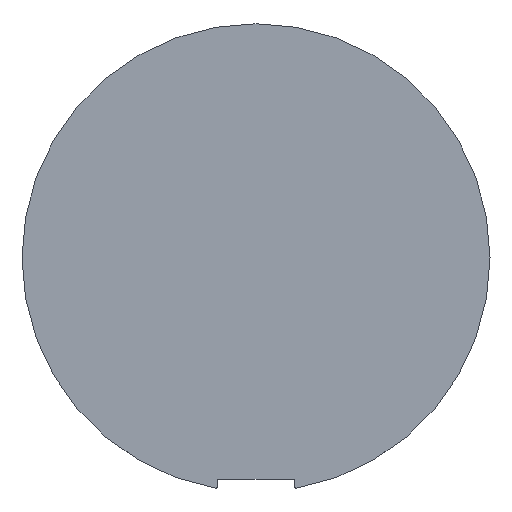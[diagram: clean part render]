
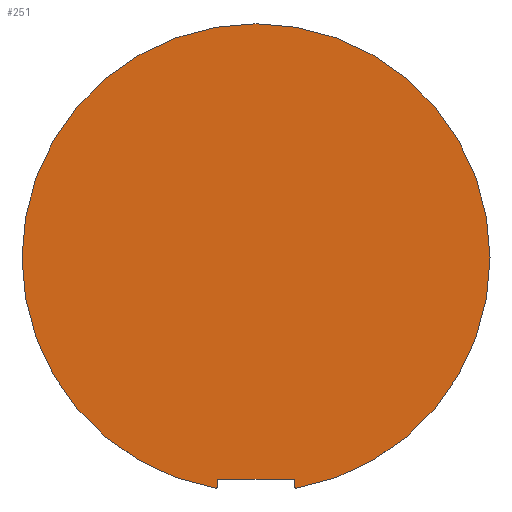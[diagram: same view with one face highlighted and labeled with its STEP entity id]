
A CAD part, top view. The second image highlights one B-rep face of the part: STEP entity #251.
In plain terms, the highlighted planar face has unit normal (0, 0, 1).
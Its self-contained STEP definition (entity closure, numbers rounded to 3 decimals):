
#52 = VERTEX_POINT('',#53);
#53 = CARTESIAN_POINT('',(101.472,0.021,1.619
    ));
#59 = EDGE_CURVE('',#52,#60,#62,.T.);
#60 = VERTEX_POINT('',#61);
#61 = CARTESIAN_POINT('',(102.645,1.006,1.619));
#62 = CIRCLE('',#63,1.001);
#63 = AXIS2_PLACEMENT_3D('',#64,#65,#66);
#64 = CARTESIAN_POINT('',(101.644,1.007,1.619));
#65 = DIRECTION('',(0.,0.,1.));
#66 = DIRECTION('',(-0.171,-0.985,0.));
#92 = EDGE_CURVE('',#60,#93,#95,.T.);
#93 = VERTEX_POINT('',#94);
#94 = CARTESIAN_POINT('',(102.645,4.822,1.619));
#95 = LINE('',#96,#97);
#96 = CARTESIAN_POINT('',(102.645,1.006,1.619));
#97 = VECTOR('',#98,1.);
#98 = DIRECTION('',(0.,1.,0.));
#123 = EDGE_CURVE('',#93,#124,#126,.T.);
#124 = VERTEX_POINT('',#125);
#125 = CARTESIAN_POINT('',(142.645,4.822,1.619));
#126 = LINE('',#127,#128);
#127 = CARTESIAN_POINT('',(102.645,4.822,1.619));
#128 = VECTOR('',#129,1.);
#129 = DIRECTION('',(1.,0.,0.));
#154 = EDGE_CURVE('',#124,#155,#157,.T.);
#155 = VERTEX_POINT('',#156);
#156 = CARTESIAN_POINT('',(142.645,1.006,1.619));
#157 = LINE('',#158,#159);
#158 = CARTESIAN_POINT('',(142.645,4.822,1.619));
#159 = VECTOR('',#160,1.);
#160 = DIRECTION('',(0.,-1.,0.));
#185 = EDGE_CURVE('',#155,#186,#188,.T.);
#186 = VERTEX_POINT('',#187);
#187 = CARTESIAN_POINT('',(143.817,0.021,
    1.619));
#188 = CIRCLE('',#189,1.);
#189 = AXIS2_PLACEMENT_3D('',#190,#191,#192);
#190 = CARTESIAN_POINT('',(143.645,1.006,1.619));
#191 = DIRECTION('',(0.,0.,1.));
#192 = DIRECTION('',(-1.,0.,0.));
#218 = EDGE_CURVE('',#186,#52,#219,.T.);
#219 = CIRCLE('',#220,122.638);
#220 = AXIS2_PLACEMENT_3D('',#221,#222,#223);
#221 = CARTESIAN_POINT('',(122.645,120.818,1.619));
#222 = DIRECTION('',(0.,0.,1.));
#223 = DIRECTION('',(0.173,-0.985,0.));
#251 = ADVANCED_FACE('',(#252),#260,.F.);
#252 = FACE_BOUND('',#253,.T.);
#253 = EDGE_LOOP('',(#254,#255,#256,#257,#258,#259));
#254 = ORIENTED_EDGE('',*,*,#59,.T.);
#255 = ORIENTED_EDGE('',*,*,#92,.T.);
#256 = ORIENTED_EDGE('',*,*,#123,.T.);
#257 = ORIENTED_EDGE('',*,*,#154,.T.);
#258 = ORIENTED_EDGE('',*,*,#185,.T.);
#259 = ORIENTED_EDGE('',*,*,#218,.T.);
#260 = PLANE('',#261);
#261 = AXIS2_PLACEMENT_3D('',#262,#263,#264);
#262 = CARTESIAN_POINT('',(101.472,0.021,
    1.619));
#263 = DIRECTION('',(0.,0.,-1.));
#264 = DIRECTION('',(-1.,0.,0.));
